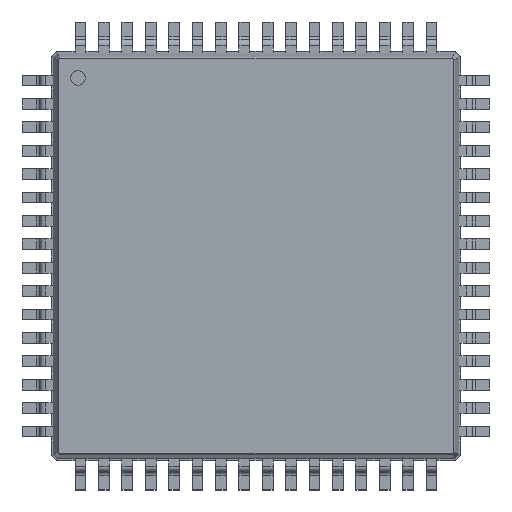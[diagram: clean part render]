
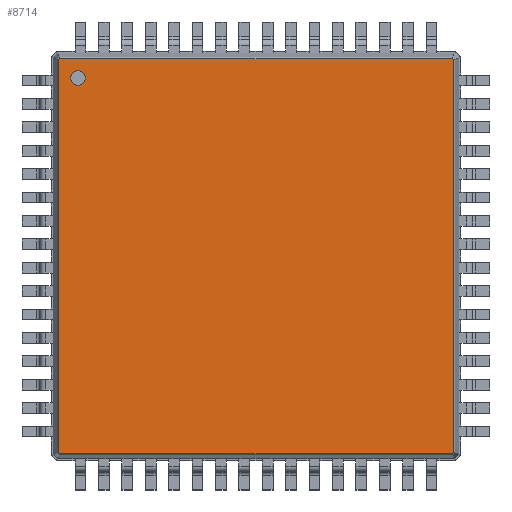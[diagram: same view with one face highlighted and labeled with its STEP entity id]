
A CAD part, top view. The second image highlights one B-rep face of the part: STEP entity #8714.
In plain terms, the highlighted planar face has unit normal (0, 0, 1).
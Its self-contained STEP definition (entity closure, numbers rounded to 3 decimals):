
#12=DIRECTION('',(0.,0.,1.));
#381=DIRECTION('',(0.,-1.,0.));
#1186=CARTESIAN_POINT('',(-6.718,6.787,1.5));
#3941=VERTEX_POINT('',#3942);
#3942=CARTESIAN_POINT('',(-6.702,6.746,1.5));
#4232=EDGE_CURVE('',#3941,#4233,#4235,.T.);
#4233=VERTEX_POINT('',#4234);
#4234=CARTESIAN_POINT('',(6.702,6.746,1.5));
#4235=B_SPLINE_CURVE_WITH_KNOTS('',2,(#4236,#4237,#4238,#4239,#4240),.UNSPECIFIED.,.F.,.F.,(3,1,1,3),(-0.698,-0.04,13.477,14.135),.UNSPECIFIED.);
#4236=CARTESIAN_POINT('',(-7.417,6.746,1.5));
#4237=CARTESIAN_POINT('',(-7.088,6.746,1.5));
#4238=CARTESIAN_POINT('',(0.,6.746,1.5));
#4239=CARTESIAN_POINT('',(7.088,6.746,1.5));
#4240=CARTESIAN_POINT('',(7.417,6.746,1.5));
#8093=EDGE_CURVE('',#4233,#8094,#8096,.T.);
#8094=VERTEX_POINT('',#8095);
#8095=CARTESIAN_POINT('',(6.746,6.702,1.5));
#8096=B_SPLINE_CURVE_WITH_KNOTS('',2,(#8097,#8098,#8099,#8100,#8101),.UNSPECIFIED.,.F.,.F.,(3,1,1,3),(-0.29,-0.04,0.137,0.386),.UNSPECIFIED.);
#8097=CARTESIAN_POINT('',(6.485,6.963,1.5));
#8098=CARTESIAN_POINT('',(6.574,6.875,1.5));
#8099=CARTESIAN_POINT('',(6.724,6.724,1.5));
#8100=CARTESIAN_POINT('',(6.875,6.574,1.5));
#8101=CARTESIAN_POINT('',(6.963,6.485,1.5));
#8403=VERTEX_POINT('',#8404);
#8404=CARTESIAN_POINT('',(-6.746,6.702,1.5));
#8700=EDGE_CURVE('',#8403,#3941,#8701,.T.);
#8701=B_SPLINE_CURVE_WITH_KNOTS('',2,(#8702,#8703,#8704,#8705,#8706),.UNSPECIFIED.,.F.,.F.,(3,1,1,3),(-0.29,-0.04,0.137,0.386),.UNSPECIFIED.);
#8702=CARTESIAN_POINT('',(-6.963,6.485,1.5));
#8703=CARTESIAN_POINT('',(-6.875,6.574,1.5));
#8704=CARTESIAN_POINT('',(-6.724,6.724,1.5));
#8705=CARTESIAN_POINT('',(-6.574,6.875,1.5));
#8706=CARTESIAN_POINT('',(-6.485,6.963,1.5));
#8714=ADVANCED_FACE('',(#8715,#8768),#8778,.T.);
#8715=FACE_BOUND('',#8716,.T.);
#8716=EDGE_LOOP('',(#8717,#8729,#8739,#8749,#8757,#8758,#8759,#8760));
#8717=ORIENTED_EDGE('',*,*,#8718,.F.);
#8718=EDGE_CURVE('',#8719,#8721,#8723,.T.);
#8719=VERTEX_POINT('',#8720);
#8720=CARTESIAN_POINT('',(-6.702,-6.746,1.5));
#8721=VERTEX_POINT('',#8722);
#8722=CARTESIAN_POINT('',(-6.746,-6.702,1.5));
#8723=B_SPLINE_CURVE_WITH_KNOTS('',2,(#8724,#8725,#8726,#8727,#8728),.UNSPECIFIED.,.F.,.F.,(3,1,1,3),(-0.29,-0.04,0.137,0.386),.UNSPECIFIED.);
#8724=CARTESIAN_POINT('',(-6.485,-6.963,1.5));
#8725=CARTESIAN_POINT('',(-6.574,-6.875,1.5));
#8726=CARTESIAN_POINT('',(-6.724,-6.724,1.5));
#8727=CARTESIAN_POINT('',(-6.875,-6.574,1.5));
#8728=CARTESIAN_POINT('',(-6.963,-6.485,1.5));
#8729=ORIENTED_EDGE('',*,*,#8730,.F.);
#8730=EDGE_CURVE('',#8731,#8719,#8733,.T.);
#8731=VERTEX_POINT('',#8732);
#8732=CARTESIAN_POINT('',(6.702,-6.746,1.5));
#8733=B_SPLINE_CURVE_WITH_KNOTS('',2,(#8734,#8735,#8736,#8737,#8738),.UNSPECIFIED.,.F.,.F.,(3,1,1,3),(-0.698,-0.04,13.477,14.135),.UNSPECIFIED.);
#8734=CARTESIAN_POINT('',(7.417,-6.746,1.5));
#8735=CARTESIAN_POINT('',(7.088,-6.746,1.5));
#8736=CARTESIAN_POINT('',(0.,-6.746,1.5));
#8737=CARTESIAN_POINT('',(-7.088,-6.746,1.5));
#8738=CARTESIAN_POINT('',(-7.417,-6.746,1.5));
#8739=ORIENTED_EDGE('',*,*,#8740,.F.);
#8740=EDGE_CURVE('',#8741,#8731,#8743,.T.);
#8741=VERTEX_POINT('',#8742);
#8742=CARTESIAN_POINT('',(6.746,-6.702,1.5));
#8743=B_SPLINE_CURVE_WITH_KNOTS('',2,(#8744,#8745,#8746,#8747,#8748),.UNSPECIFIED.,.F.,.F.,(3,1,1,3),(-0.29,-0.04,0.137,0.386),.UNSPECIFIED.);
#8744=CARTESIAN_POINT('',(6.963,-6.485,1.5));
#8745=CARTESIAN_POINT('',(6.875,-6.574,1.5));
#8746=CARTESIAN_POINT('',(6.724,-6.724,1.5));
#8747=CARTESIAN_POINT('',(6.574,-6.875,1.5));
#8748=CARTESIAN_POINT('',(6.485,-6.963,1.5));
#8749=ORIENTED_EDGE('',*,*,#8750,.F.);
#8750=EDGE_CURVE('',#8094,#8741,#8751,.T.);
#8751=B_SPLINE_CURVE_WITH_KNOTS('',2,(#8752,#8753,#8754,#8755,#8756),.UNSPECIFIED.,.F.,.F.,(3,1,1,3),(-0.698,-0.04,13.477,14.135),.UNSPECIFIED.);
#8752=CARTESIAN_POINT('',(6.746,7.417,1.5));
#8753=CARTESIAN_POINT('',(6.746,7.088,1.5));
#8754=CARTESIAN_POINT('',(6.746,0.,1.5));
#8755=CARTESIAN_POINT('',(6.746,-7.088,1.5));
#8756=CARTESIAN_POINT('',(6.746,-7.417,1.5));
#8757=ORIENTED_EDGE('',*,*,#8093,.F.);
#8758=ORIENTED_EDGE('',*,*,#4232,.F.);
#8759=ORIENTED_EDGE('',*,*,#8700,.F.);
#8760=ORIENTED_EDGE('',*,*,#8761,.F.);
#8761=EDGE_CURVE('',#8721,#8403,#8762,.T.);
#8762=B_SPLINE_CURVE_WITH_KNOTS('',2,(#8763,#8764,#8765,#8766,#8767),.UNSPECIFIED.,.F.,.F.,(3,1,1,3),(-0.698,-0.04,13.477,14.135),.UNSPECIFIED.);
#8763=CARTESIAN_POINT('',(-6.746,-7.417,1.5));
#8764=CARTESIAN_POINT('',(-6.746,-7.088,1.5));
#8765=CARTESIAN_POINT('',(-6.746,0.,1.5));
#8766=CARTESIAN_POINT('',(-6.746,7.088,1.5));
#8767=CARTESIAN_POINT('',(-6.746,7.417,1.5));
#8768=FACE_BOUND('',#8769,.T.);
#8769=EDGE_LOOP('',(#8770));
#8770=ORIENTED_EDGE('',*,*,#8771,.F.);
#8771=EDGE_CURVE('',#8772,#8772,#8774,.T.);
#8772=VERTEX_POINT('',#8773);
#8773=CARTESIAN_POINT('',(-6.087,5.837,1.5));
#8774=CIRCLE('',#8775,0.25);
#8775=AXIS2_PLACEMENT_3D('',#8776,#8777,#381);
#8776=CARTESIAN_POINT('',(-6.087,6.087,1.5));
#8777=DIRECTION('',(-0.,0.,1.));
#8778=PLANE('',#8779);
#8779=AXIS2_PLACEMENT_3D('',#1186,#12,#8780);
#8780=DIRECTION('',(0.704,-0.711,0.));
